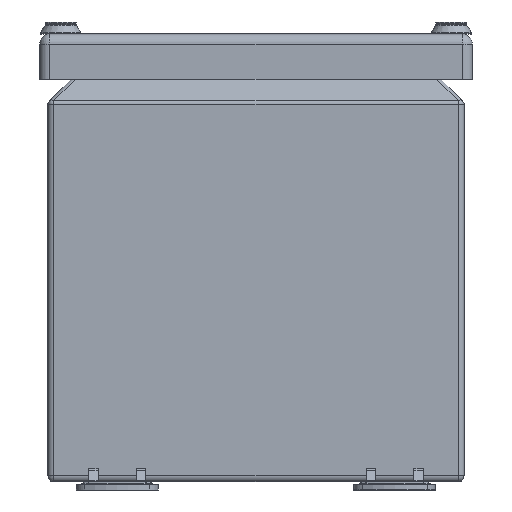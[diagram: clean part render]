
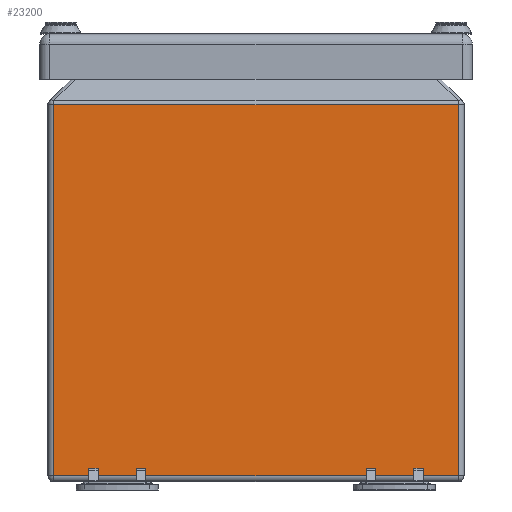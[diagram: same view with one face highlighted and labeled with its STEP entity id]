
A CAD part, front view. The second image highlights one B-rep face of the part: STEP entity #23200.
In plain terms, the highlighted planar face has unit normal (0, -1, 0).
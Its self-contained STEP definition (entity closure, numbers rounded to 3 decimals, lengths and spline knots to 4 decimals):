
#2778=FACE_OUTER_BOUND('',#4241,.T.);
#4241=EDGE_LOOP('',(#16078,#16079,#16080,#16081));
#5922=LINE('',#36427,#7912);
#5924=LINE('',#36440,#7914);
#5925=LINE('',#36444,#7915);
#5926=LINE('',#36445,#7916);
#7912=VECTOR('',#28473,0.3937);
#7914=VECTOR('',#28491,0.3937);
#7915=VECTOR('',#28496,0.3937);
#7916=VECTOR('',#28497,0.3937);
#9908=VERTEX_POINT('',#36424);
#9909=VERTEX_POINT('',#36426);
#9912=VERTEX_POINT('',#36439);
#9913=VERTEX_POINT('',#36443);
#12213=EDGE_CURVE('',#9908,#9909,#5922,.T.);
#12220=EDGE_CURVE('',#9909,#9912,#5924,.T.);
#12222=EDGE_CURVE('',#9913,#9908,#5925,.T.);
#12223=EDGE_CURVE('',#9912,#9913,#5926,.T.);
#16078=ORIENTED_EDGE('',*,*,#12213,.F.);
#16079=ORIENTED_EDGE('',*,*,#12222,.F.);
#16080=ORIENTED_EDGE('',*,*,#12223,.F.);
#16081=ORIENTED_EDGE('',*,*,#12220,.F.);
#22408=PLANE('',#25171);
#23200=ADVANCED_FACE('',(#2778),#22408,.F.);
#25171=AXIS2_PLACEMENT_3D('',#36442,#28494,#28495);
#28473=DIRECTION('',(0.,0.,1.));
#28491=DIRECTION('',(1.,0.,0.));
#28494=DIRECTION('center_axis',(0.,1.,0.));
#28495=DIRECTION('ref_axis',(0.,0.,1.));
#28496=DIRECTION('',(-1.,0.,0.));
#28497=DIRECTION('',(0.,0.,-1.));
#36424=CARTESIAN_POINT('',(-2.916,-4.,0.084));
#36426=CARTESIAN_POINT('',(-2.916,-4.,5.4372));
#36427=CARTESIAN_POINT('',(-2.916,-4.,3.0646));
#36439=CARTESIAN_POINT('',(2.916,-4.,5.4372));
#36440=CARTESIAN_POINT('',(0.,-4.,5.4372));
#36442=CARTESIAN_POINT('Origin',(0.,-4.,2.736));
#36443=CARTESIAN_POINT('',(2.916,-4.,0.084));
#36444=CARTESIAN_POINT('',(0.,-4.,0.084));
#36445=CARTESIAN_POINT('',(2.916,-4.,3.0436));
